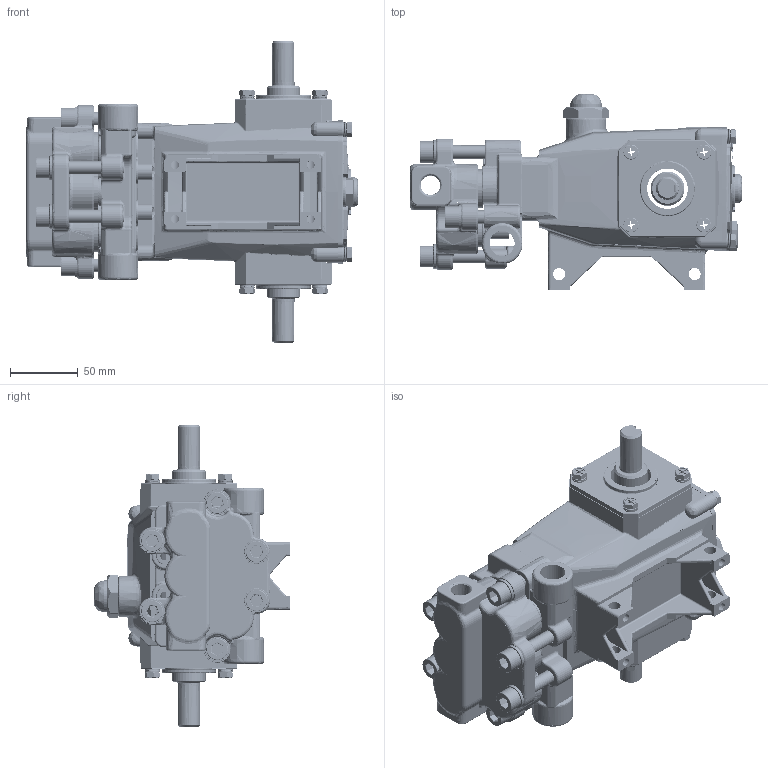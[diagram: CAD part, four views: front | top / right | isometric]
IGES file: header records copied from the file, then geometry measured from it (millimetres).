
Start section: SolidWorks IGES file using analytic representation for surfaces
Global section: file name: 3CP1221.IGS; native system: SolidWorks 2007; preprocessor: SolidWorks 2007; author: DMM; date: 070214.130539; units: millimetre
Bounding box: 245 x 145.2 x 223 mm (x, y, z)
Surface area: 241960.3 mm2 (no closed solid volume)
Topology: 0 solids, 0 shells, 2350 faces, 23864 edges, 23766 vertices
Faces by surface type: bspline 1435, revolution 915
